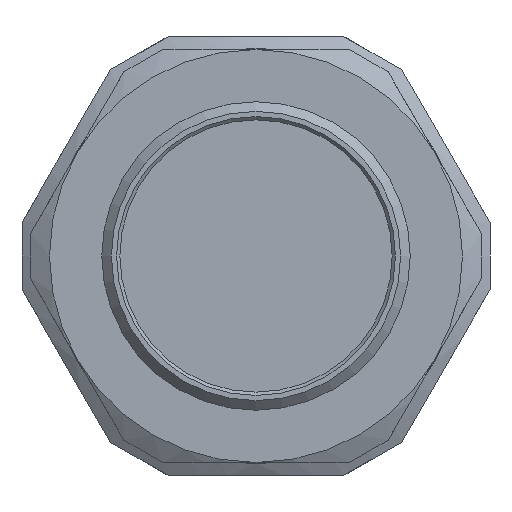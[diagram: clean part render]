
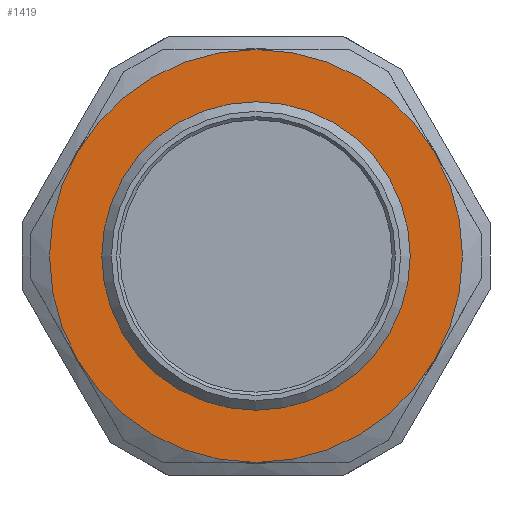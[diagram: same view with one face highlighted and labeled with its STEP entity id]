
A CAD part, front view. The second image highlights one B-rep face of the part: STEP entity #1419.
In plain terms, the highlighted planar face has unit normal (0, -1, 0).
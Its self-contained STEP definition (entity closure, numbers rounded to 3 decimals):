
#169=FACE_BOUND('',#521,.T.);
#433=FACE_OUTER_BOUND('',#520,.T.);
#520=EDGE_LOOP('',(#1158,#1159,#1160,#1161,#1162,#1163));
#521=EDGE_LOOP('',(#1164));
#587=CIRCLE('',#1549,32.);
#588=CIRCLE('',#1550,32.);
#589=CIRCLE('',#1551,32.);
#590=CIRCLE('',#1552,32.);
#591=CIRCLE('',#1553,32.);
#592=CIRCLE('',#1554,32.);
#593=CIRCLE('',#1555,22.7);
#687=VERTEX_POINT('',#2322);
#688=VERTEX_POINT('',#2323);
#689=VERTEX_POINT('',#2325);
#690=VERTEX_POINT('',#2327);
#691=VERTEX_POINT('',#2329);
#692=VERTEX_POINT('',#2331);
#693=VERTEX_POINT('',#2334);
#851=EDGE_CURVE('',#687,#688,#587,.T.);
#852=EDGE_CURVE('',#689,#687,#588,.T.);
#853=EDGE_CURVE('',#690,#689,#589,.T.);
#854=EDGE_CURVE('',#691,#690,#590,.T.);
#855=EDGE_CURVE('',#692,#691,#591,.T.);
#856=EDGE_CURVE('',#688,#692,#592,.T.);
#857=EDGE_CURVE('',#693,#693,#593,.T.);
#1158=ORIENTED_EDGE('',*,*,#851,.F.);
#1159=ORIENTED_EDGE('',*,*,#852,.F.);
#1160=ORIENTED_EDGE('',*,*,#853,.F.);
#1161=ORIENTED_EDGE('',*,*,#854,.F.);
#1162=ORIENTED_EDGE('',*,*,#855,.F.);
#1163=ORIENTED_EDGE('',*,*,#856,.F.);
#1164=ORIENTED_EDGE('',*,*,#857,.T.);
#1357=PLANE('',#1548);
#1419=ADVANCED_FACE('',(#433,#169),#1357,.T.);
#1548=AXIS2_PLACEMENT_3D('',#2321,#1805,#1806);
#1549=AXIS2_PLACEMENT_3D('',#2324,#1807,#1808);
#1550=AXIS2_PLACEMENT_3D('',#2326,#1809,#1810);
#1551=AXIS2_PLACEMENT_3D('',#2328,#1811,#1812);
#1552=AXIS2_PLACEMENT_3D('',#2330,#1813,#1814);
#1553=AXIS2_PLACEMENT_3D('',#2332,#1815,#1816);
#1554=AXIS2_PLACEMENT_3D('',#2333,#1817,#1818);
#1555=AXIS2_PLACEMENT_3D('',#2335,#1819,#1820);
#1805=DIRECTION('center_axis',(0.,-1.,0.));
#1806=DIRECTION('ref_axis',(0.,0.,-1.));
#1807=DIRECTION('center_axis',(0.,1.,0.));
#1808=DIRECTION('ref_axis',(1.,0.,0.));
#1809=DIRECTION('center_axis',(0.,1.,0.));
#1810=DIRECTION('ref_axis',(1.,0.,0.));
#1811=DIRECTION('center_axis',(0.,1.,0.));
#1812=DIRECTION('ref_axis',(1.,0.,0.));
#1813=DIRECTION('center_axis',(0.,1.,0.));
#1814=DIRECTION('ref_axis',(1.,0.,0.));
#1815=DIRECTION('center_axis',(0.,1.,0.));
#1816=DIRECTION('ref_axis',(1.,0.,0.));
#1817=DIRECTION('center_axis',(0.,1.,0.));
#1818=DIRECTION('ref_axis',(1.,0.,0.));
#1819=DIRECTION('center_axis',(0.,1.,0.));
#1820=DIRECTION('ref_axis',(1.,0.,0.));
#2321=CARTESIAN_POINT('Origin',(348.667,110.708,383.4));
#2322=CARTESIAN_POINT('',(352.954,110.708,367.4));
#2323=CARTESIAN_POINT('',(352.954,110.708,399.4));
#2324=CARTESIAN_POINT('Origin',(380.667,110.708,383.4));
#2325=CARTESIAN_POINT('',(380.667,110.708,351.4));
#2326=CARTESIAN_POINT('Origin',(380.667,110.708,383.4));
#2327=CARTESIAN_POINT('',(408.38,110.708,367.4));
#2328=CARTESIAN_POINT('Origin',(380.667,110.708,383.4));
#2329=CARTESIAN_POINT('',(408.38,110.708,399.4));
#2330=CARTESIAN_POINT('Origin',(380.667,110.708,383.4));
#2331=CARTESIAN_POINT('',(380.667,110.708,415.4));
#2332=CARTESIAN_POINT('Origin',(380.667,110.708,383.4));
#2333=CARTESIAN_POINT('Origin',(380.667,110.708,383.4));
#2334=CARTESIAN_POINT('',(403.367,110.708,383.4));
#2335=CARTESIAN_POINT('Origin',(380.667,110.708,383.4));
